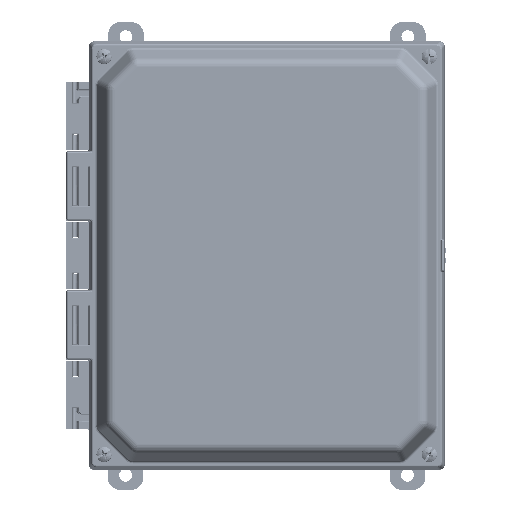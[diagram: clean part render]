
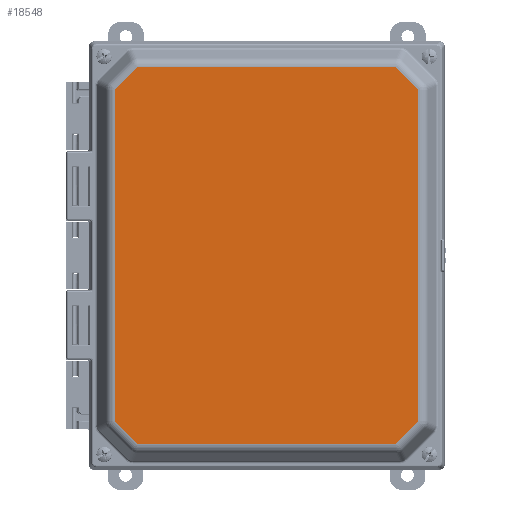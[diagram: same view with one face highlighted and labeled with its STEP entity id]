
A CAD part, top view. The second image highlights one B-rep face of the part: STEP entity #18548.
In plain terms, the highlighted planar face has unit normal (0, 0, 1).
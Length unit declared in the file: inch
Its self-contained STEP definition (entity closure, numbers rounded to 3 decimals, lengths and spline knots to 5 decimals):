
#2915 = AXIS2_PLACEMENT_3D ( 'NONE', #165753, #19711, #133699 ) ;
#6261 = ORIENTED_EDGE ( 'NONE', *, *, #9621, .T. ) ;
#8819 = LINE ( 'NONE', #18367, #182103 ) ;
#9621 = EDGE_CURVE ( 'NONE', #194570, #113105, #203031, .T. ) ;
#18367 = CARTESIAN_POINT ( 'NONE',  ( 3.24192, -4.60694, 1. ) ) ;
#18548 = ADVANCED_FACE ( 'NONE', ( #194721 ), #84549, .T. ) ;
#19711 = DIRECTION ( 'NONE',  ( 0., 0., 1. ) ) ;
#20843 = CARTESIAN_POINT ( 'NONE',  ( -3.71694, 4.06594, 1. ) ) ;
#23183 = VERTEX_POINT ( 'NONE', #184552 ) ;
#28819 = CARTESIAN_POINT ( 'NONE',  ( 3.1293, 4.65359, 1. ) ) ;
#32075 = CARTESIAN_POINT ( 'NONE',  ( -3.76359, 4.0193, 1. ) ) ;
#32274 = CARTESIAN_POINT ( 'NONE',  ( 3.71694, 4.06594, 1. ) ) ;
#33618 = ORIENTED_EDGE ( 'NONE', *, *, #199933, .T. ) ;
#37722 = VERTEX_POINT ( 'NONE', #96556 ) ;
#47118 = ORIENTED_EDGE ( 'NONE', *, *, #115451, .T. ) ;
#47865 = ORIENTED_EDGE ( 'NONE', *, *, #192343, .T. ) ;
#47904 = VECTOR ( 'NONE', #179543, 39.37008 ) ;
#72573 = EDGE_LOOP ( 'NONE', ( #117378, #47865, #111670, #6261, #90629, #168654, #33618, #47118 ) ) ;
#72984 = EDGE_CURVE ( 'NONE', #124285, #37722, #97893, .T. ) ;
#75874 = LINE ( 'NONE', #28819, #157468 ) ;
#76281 = EDGE_CURVE ( 'NONE', #165360, #111373, #150430, .T. ) ;
#79186 = EDGE_CURVE ( 'NONE', #113105, #124285, #170331, .T. ) ;
#81737 = DIRECTION ( 'NONE',  ( 0.707, -0.707, 0. ) ) ;
#84549 = PLANE ( 'NONE',  #2915 ) ;
#86793 = VERTEX_POINT ( 'NONE', #186363 ) ;
#89449 = CARTESIAN_POINT ( 'NONE',  ( 3.71694, 4.13192, 1. ) ) ;
#90629 = ORIENTED_EDGE ( 'NONE', *, *, #79186, .T. ) ;
#91288 = LINE ( 'NONE', #195896, #47904 ) ;
#95595 = LINE ( 'NONE', #145732, #177131 ) ;
#96226 = CARTESIAN_POINT ( 'NONE',  ( -3.71694, -4.13192, 1. ) ) ;
#96556 = CARTESIAN_POINT ( 'NONE',  ( -3.17594, -4.60694, 1. ) ) ;
#97893 = LINE ( 'NONE', #178629, #189636 ) ;
#97922 = DIRECTION ( 'NONE',  ( -1., 0., 0. ) ) ;
#111373 = VERTEX_POINT ( 'NONE', #32274 ) ;
#111670 = ORIENTED_EDGE ( 'NONE', *, *, #126936, .T. ) ;
#113105 = VERTEX_POINT ( 'NONE', #20843 ) ;
#115451 = EDGE_CURVE ( 'NONE', #86793, #165360, #91288, .T. ) ;
#115958 = DIRECTION ( 'NONE',  ( 1., 0., 0. ) ) ;
#117378 = ORIENTED_EDGE ( 'NONE', *, *, #76281, .T. ) ;
#124285 = VERTEX_POINT ( 'NONE', #184967 ) ;
#126936 = EDGE_CURVE ( 'NONE', #23183, #194570, #95595, .T. ) ;
#126995 = VECTOR ( 'NONE', #177410, 39.37008 ) ;
#133699 = DIRECTION ( 'NONE',  ( 1., 0., 0. ) ) ;
#137455 = CARTESIAN_POINT ( 'NONE',  ( -3.17594, 4.60694, 1. ) ) ;
#141090 = CARTESIAN_POINT ( 'NONE',  ( 3.71694, -4.06594, 1. ) ) ;
#145732 = CARTESIAN_POINT ( 'NONE',  ( -3.24192, 4.60694, 1. ) ) ;
#146109 = DIRECTION ( 'NONE',  ( -0.707, -0.707, 0. ) ) ;
#150430 = LINE ( 'NONE', #89449, #193779 ) ;
#157468 = VECTOR ( 'NONE', #158503, 39.37008 ) ;
#158503 = DIRECTION ( 'NONE',  ( -0.707, 0.707, 0. ) ) ;
#159795 = VECTOR ( 'NONE', #146109, 39.37008 ) ;
#165360 = VERTEX_POINT ( 'NONE', #141090 ) ;
#165753 = CARTESIAN_POINT ( 'NONE',  ( 0., 8.42028, 1. ) ) ;
#168654 = ORIENTED_EDGE ( 'NONE', *, *, #72984, .T. ) ;
#170331 = LINE ( 'NONE', #96226, #126995 ) ;
#177131 = VECTOR ( 'NONE', #97922, 39.37008 ) ;
#177410 = DIRECTION ( 'NONE',  ( 0., -1., 0. ) ) ;
#178629 = CARTESIAN_POINT ( 'NONE',  ( -3.1293, -4.65359, 1. ) ) ;
#179543 = DIRECTION ( 'NONE',  ( 0.707, 0.707, 0. ) ) ;
#182103 = VECTOR ( 'NONE', #115958, 39.37008 ) ;
#184552 = CARTESIAN_POINT ( 'NONE',  ( 3.17594, 4.60694, 1. ) ) ;
#184967 = CARTESIAN_POINT ( 'NONE',  ( -3.71694, -4.06594, 1. ) ) ;
#186363 = CARTESIAN_POINT ( 'NONE',  ( 3.17594, -4.60694, 1. ) ) ;
#186995 = DIRECTION ( 'NONE',  ( 0., 1., 0. ) ) ;
#189636 = VECTOR ( 'NONE', #81737, 39.37008 ) ;
#192343 = EDGE_CURVE ( 'NONE', #111373, #23183, #75874, .T. ) ;
#193779 = VECTOR ( 'NONE', #186995, 39.37008 ) ;
#194570 = VERTEX_POINT ( 'NONE', #137455 ) ;
#194721 = FACE_OUTER_BOUND ( 'NONE', #72573, .T. ) ;
#195896 = CARTESIAN_POINT ( 'NONE',  ( 3.76359, -4.0193, 1. ) ) ;
#199933 = EDGE_CURVE ( 'NONE', #37722, #86793, #8819, .T. ) ;
#203031 = LINE ( 'NONE', #32075, #159795 ) ;
